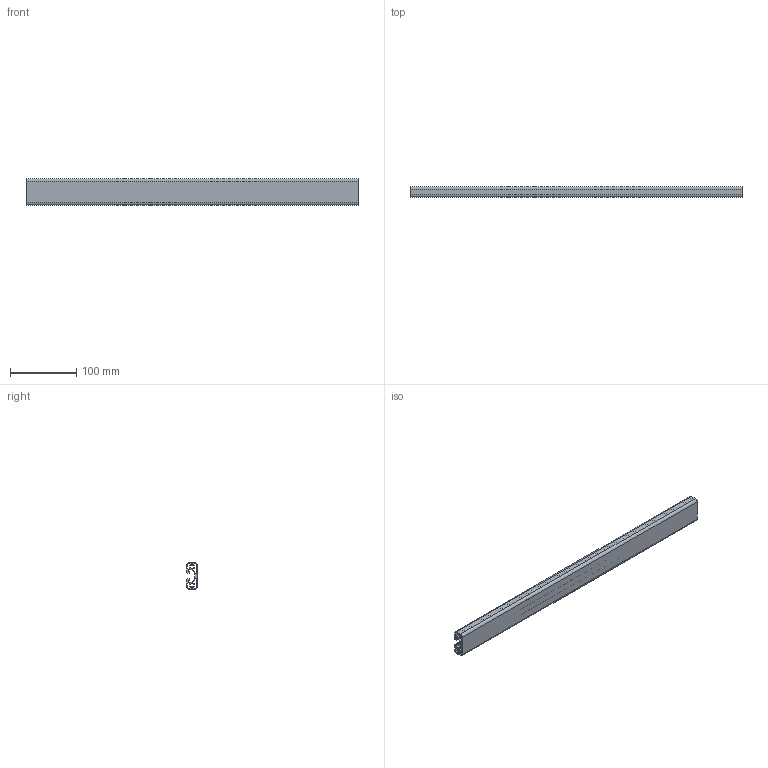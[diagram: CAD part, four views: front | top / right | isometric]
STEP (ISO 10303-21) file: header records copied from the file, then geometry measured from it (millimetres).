
FILE_DESCRIPTION (( 'STEP AP214' ), '1' );
FILE_NAME ('RP1015 8 40x16 Ultralight.STEP', '2026-02-23T14:53:57', ( '' ), ( '' ), 'SwSTEP 2.0', 'SolidWorks 2026', '' );
FILE_SCHEMA (( 'AUTOMOTIVE_DESIGN' ));
Length unit declared in the file: millimetre
Products named in the file (1): RP1015 8 40x16 Ultralight
Bounding box: 500 x 16 x 40 mm (x, y, z)
Volume: 114344 mm3; surface area: 147419.1 mm2
Topology: 1 solids, 1 shells, 115 faces, 339 edges, 226 vertices
Faces by surface type: cylinder 75, plane 40
Entity records: 3934 total; most frequent: DIRECTION 721, CARTESIAN_POINT 681, ORIENTED_EDGE 678, EDGE_CURVE 339, AXIS2_PLACEMENT_3D 266, VERTEX_POINT 226, VECTOR 189, LINE 189
